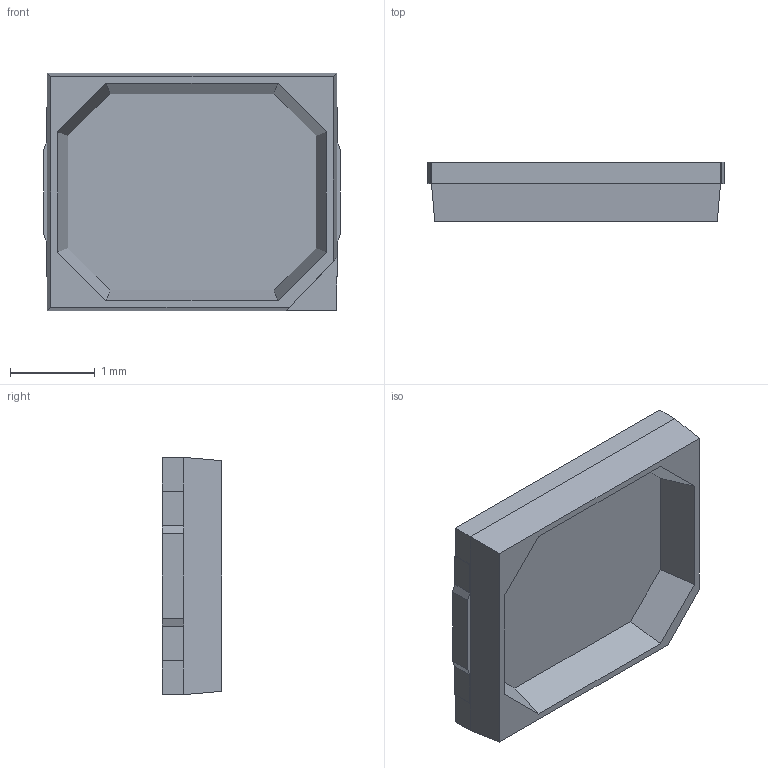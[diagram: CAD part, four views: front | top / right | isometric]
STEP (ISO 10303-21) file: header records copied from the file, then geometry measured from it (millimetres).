
FILE_DESCRIPTION (( 'STEP AP214' ), '1' );
FILE_NAME ('GT JTLPS1.13-KKLN-25-1.STEP', '2022-12-19T14:37:02', ( '' ), ( '' ), 'SwSTEP 2.0', 'SolidWorks 2019', '' );
FILE_SCHEMA (( 'AUTOMOTIVE_DESIGN' ));
Length unit declared in the file: millimetre
Products named in the file (1): GT JTLPS1.13-KKLN-25-1
Bounding box: 3.5 x 0.7 x 2.8 mm (x, y, z)
Volume: 3.4 mm3; surface area: 30.8 mm2
Topology: 1 solids, 1 shells, 38 faces, 98 edges, 63 vertices
Faces by surface type: plane 38
Entity records: 1435 total; most frequent: CARTESIAN_POINT 200, ORIENTED_EDGE 196, DIRECTION 176, EDGE_CURVE 98, LINE 98, VECTOR 98, VERTEX_POINT 63, EDGE_LOOP 39
